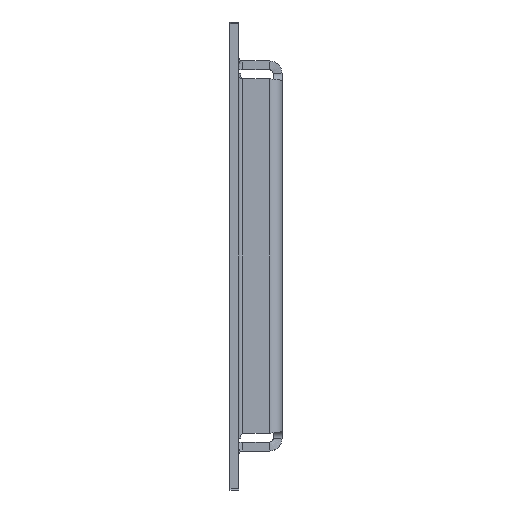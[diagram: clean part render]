
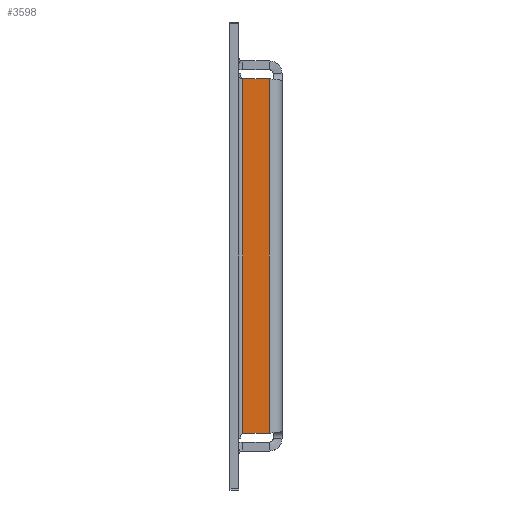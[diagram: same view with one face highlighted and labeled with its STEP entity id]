
A CAD part, left-side view. The second image highlights one B-rep face of the part: STEP entity #3598.
In plain terms, the highlighted planar face has unit normal (-1, 0, 0).
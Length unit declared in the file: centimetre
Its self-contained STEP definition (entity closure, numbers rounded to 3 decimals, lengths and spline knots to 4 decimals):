
#180=PLANE('',#3948);
#388=VECTOR('',#4673,1.);
#389=VECTOR('',#4675,1.);
#392=VECTOR('',#4679,1.);
#393=VECTOR('',#4680,1.);
#684=LINE('',#5868,#388);
#685=LINE('',#5881,#389);
#688=LINE('',#5887,#392);
#689=LINE('',#5889,#393);
#1072=VERTEX_POINT('',#5854);
#1074=VERTEX_POINT('',#5869);
#1075=VERTEX_POINT('',#5882);
#1077=VERTEX_POINT('',#5888);
#1646=EDGE_CURVE('',#1072,#1074,#684,.T.);
#1648=EDGE_CURVE('',#1072,#1075,#685,.T.);
#1651=EDGE_CURVE('',#1077,#1075,#688,.T.);
#1652=EDGE_CURVE('',#1077,#1074,#689,.T.);
#2332=ORIENTED_EDGE('',*,*,#1648,.T.);
#2333=ORIENTED_EDGE('',*,*,#1651,.F.);
#2334=ORIENTED_EDGE('',*,*,#1652,.T.);
#2335=ORIENTED_EDGE('',*,*,#1646,.F.);
#3025=EDGE_LOOP('',(#2332,#2333,#2334,#2335));
#3349=FACE_BOUND('',#3025,.T.);
#3598=ADVANCED_FACE('',(#3349),#180,.F.);
#3948=AXIS2_PLACEMENT_3D('',#5886,#4678,$);
#4673=DIRECTION('',(0.,0.,-1.));
#4675=DIRECTION('',(0.,1.,0.));
#4678=DIRECTION('',(1.,0.,0.));
#4679=DIRECTION('',(0.,0.,1.));
#4680=DIRECTION('',(0.,-1.,0.));
#5854=CARTESIAN_POINT('',(-4.4206,0.4897,7.3392));
#5868=CARTESIAN_POINT('',(-4.4206,0.4897,3.2527));
#5869=CARTESIAN_POINT('',(-4.4206,0.4897,-0.8338));
#5881=CARTESIAN_POINT('',(-4.4206,0.7534,7.3392));
#5882=CARTESIAN_POINT('',(-4.4206,1.0932,7.3392));
#5886=CARTESIAN_POINT('',(-4.4206,0.7153,3.2527));
#5887=CARTESIAN_POINT('',(-4.4206,1.0932,7.4541));
#5888=CARTESIAN_POINT('',(-4.4206,1.0932,-0.8338));
#5889=CARTESIAN_POINT('',(-4.4206,0.7534,-0.8338));
